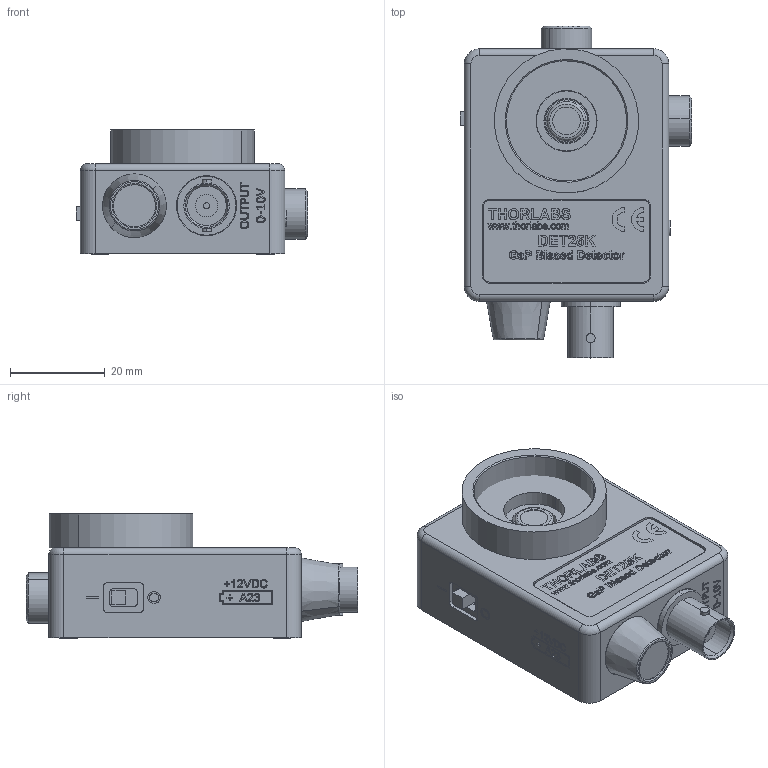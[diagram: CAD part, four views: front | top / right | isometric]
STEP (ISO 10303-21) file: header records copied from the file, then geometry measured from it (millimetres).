
FILE_DESCRIPTION (( 'STEP AP214' ), '1' );
FILE_NAME ('13049-E0W.step', '2007-11-13T07:07:25', ( ' ' ), ( ' ' ), 'SwSTEP 2.0', 'SolidWorks 2007', '' );
FILE_SCHEMA (( 'AUTOMOTIVE_DESIGN' ));
Length unit declared in the file: inch
Products named in the file (1): 13049-E0W
Bounding box: 48.83 x 70.12 x 26.2 mm (x, y, z)
Volume: 20690.9 mm3; surface area: 23902.8 mm2
Topology: 16 solids, 17 shells, 1938 faces, 5024 edges, 3295 vertices
Faces by surface type: plane 1089, bspline 489, cylinder 274, cone 60, torus 26
Entity records: 107545 total; most frequent: CARTESIAN_POINT 37536, ORIENTED_EDGE 10020, DIRECTION 7570, EDGE_CURVE 5010, LINE 3380, VECTOR 3380, VERTEX_POINT 3295, EDGE_LOOP 2157
